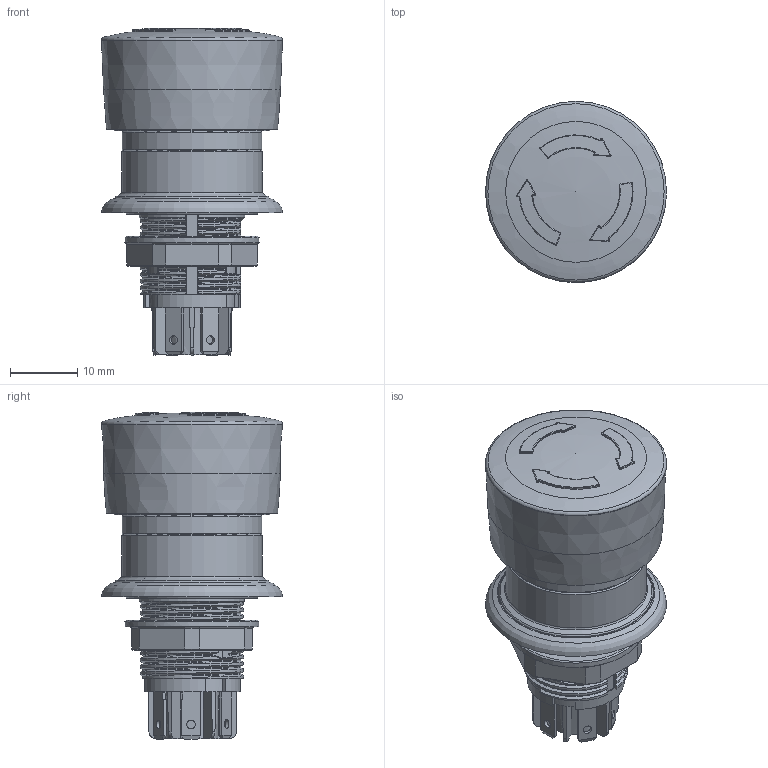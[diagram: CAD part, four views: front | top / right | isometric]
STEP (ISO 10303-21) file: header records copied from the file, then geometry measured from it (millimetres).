
FILE_DESCRIPTION( ( 'Unknown' ), '1' );
FILE_NAME( 'BR61_E-Stop_16mm.stp', 'Unknown', ( 'Unknown' ), ( 'Unknown' ), 'PSStep 15.0.49', 'Unknown', ' ' );
FILE_SCHEMA( ( 'AUTOMOTIVE_DESIGN { 1 0 10303 214 1 1 1 1 }' ) );
Length unit declared in the file: millimetre
Products named in the file (19): Vorsatzgehaeuse_kpl_00410845; Gehaeuse_unterteil_00410847; Gehaeuse_oberteil_dreh_00410846; Anzeigering_00410848; Basisteil_NO_Kontakte_00410799; Kontaktarm_NO_re_00410805; Kontaktarm_NO_li_00410806; Basisteil_NC_Kontakte_00410768; Kontaktarm_NC_li_00410770; Kontaktarm_NC_re_00410771; Paneldichtung komplett_00454266; Paneldichtung Ring_00454267; Paneldichtung_00410838; Assem1; Pilzdruckhaube_00410850; Lippendichtung_00410851; Befestigungsmuffe_Stop_Switch_00416282; Basisplatte_SE_00411010; Kontaktarm_LP_00413967
Assembly tree (19 placements, depth 3):
  Assem1
    Pilzdruckhaube_00410850
    Lippendichtung_00410851
    Befestigungsmuffe_Stop_Switch_00416282
    Basisplatte_SE_00411010
    Kontaktarm_LP_00413967  x2
    Vorsatzgehaeuse_kpl_00410845
      Gehaeuse_unterteil_00410847
      Gehaeuse_oberteil_dreh_00410846
      Anzeigering_00410848
    Basisteil_NC_Kontakte_00410768
      Kontaktarm_NC_li_00410770
      Kontaktarm_NC_re_00410771
    Basisteil_NO_Kontakte_00410799
      Kontaktarm_NO_re_00410805
      Kontaktarm_NO_li_00410806
    Paneldichtung komplett_00454266
      Paneldichtung Ring_00454267
      Paneldichtung_00410838
Bounding box: 27 x 27 x 48.84 mm (x, y, z)
Volume: 7477.1 mm3; surface area: 14755.7 mm2
Topology: 15 solids, 15 shells, 1506 faces, 3995 edges, 2508 vertices
Faces by surface type: plane 576, cylinder 361, bspline 241, cone 165, torus 112, sphere 51
Full cylindrical faces by diameter (mm): 0.6 x4, 1.3 x6, 16.159 x1, 18.3 x1, 18.6 x1, 19 x1, 19.1 x1, 19.84 x2, 20 x1, 20.2 x1, 20.8 x1, 21 x1, 21.423 x1, 23 x1, 23.15 x2
Entity records: 90688 total; most frequent: CARTESIAN_POINT 45328, ORIENTED_EDGE 7422, DIRECTION 6286, EDGE_CURVE 3711, AXIS2_PLACEMENT_3D 2459, VERTEX_POINT 2402, EDGE_LOOP 1662, FACE_OUTER_BOUND 1527
